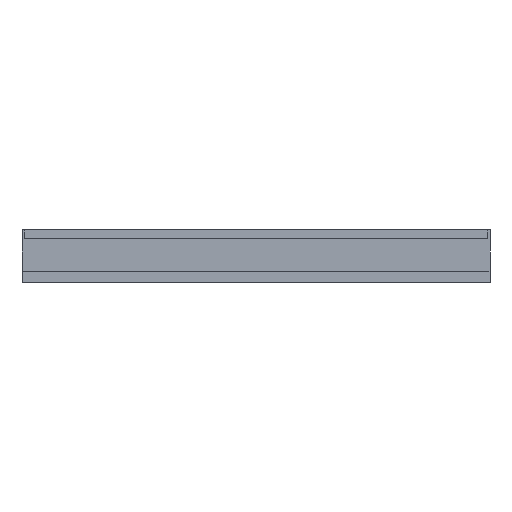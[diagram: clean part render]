
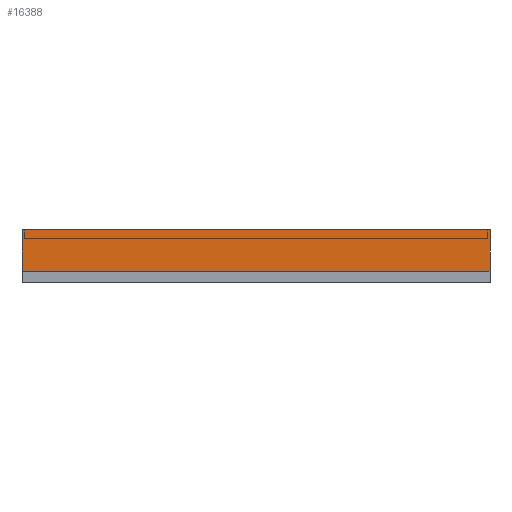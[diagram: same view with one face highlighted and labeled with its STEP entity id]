
A CAD part, left-side view. The second image highlights one B-rep face of the part: STEP entity #16388.
In plain terms, the highlighted planar face has unit normal (-1, 0, 0).
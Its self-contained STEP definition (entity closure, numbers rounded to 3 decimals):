
#4171 = PLANE('',#4172);
#4172 = AXIS2_PLACEMENT_3D('',#4173,#4174,#4175);
#4173 = CARTESIAN_POINT('',(8.05,-5.3,1.2));
#4174 = DIRECTION('',(0.,0.,1.));
#4175 = DIRECTION('',(1.,0.,-0.));
#7941 = VERTEX_POINT('',#7942);
#7942 = CARTESIAN_POINT('',(0.,0.,1.2));
#7958 = PLANE('',#7959);
#7959 = AXIS2_PLACEMENT_3D('',#7960,#7961,#7962);
#7960 = CARTESIAN_POINT('',(8.05,0.,1.2));
#7961 = DIRECTION('',(0.,1.,0.));
#7962 = DIRECTION('',(0.,-0.,1.));
#7970 = EDGE_CURVE('',#7941,#7971,#7973,.T.);
#7971 = VERTEX_POINT('',#7972);
#7972 = CARTESIAN_POINT('',(0.,-10.6,1.2));
#7973 = SURFACE_CURVE('',#7974,(#7978,#7985),.PCURVE_S1.);
#7974 = LINE('',#7975,#7976);
#7975 = CARTESIAN_POINT('',(0.,-5.3,1.2));
#7976 = VECTOR('',#7977,1.);
#7977 = DIRECTION('',(0.,-1.,0.));
#7978 = PCURVE('',#4171,#7979);
#7979 = DEFINITIONAL_REPRESENTATION('',(#7980),#7984);
#7980 = LINE('',#7981,#7982);
#7981 = CARTESIAN_POINT('',(-8.05,0.));
#7982 = VECTOR('',#7983,1.);
#7983 = DIRECTION('',(0.,-1.));
#7984 = ( GEOMETRIC_REPRESENTATION_CONTEXT(2) 
PARAMETRIC_REPRESENTATION_CONTEXT() REPRESENTATION_CONTEXT('2D SPACE',''
  ) );
#7985 = PCURVE('',#7986,#7991);
#7986 = PLANE('',#7987);
#7987 = AXIS2_PLACEMENT_3D('',#7988,#7989,#7990);
#7988 = CARTESIAN_POINT('',(0.,-5.3,1.2));
#7989 = DIRECTION('',(1.,0.,0.));
#7990 = DIRECTION('',(0.,1.,0.));
#7991 = DEFINITIONAL_REPRESENTATION('',(#7992),#7996);
#7992 = LINE('',#7993,#7994);
#7993 = CARTESIAN_POINT('',(0.,0.));
#7994 = VECTOR('',#7995,1.);
#7995 = DIRECTION('',(-1.,0.));
#7996 = ( GEOMETRIC_REPRESENTATION_CONTEXT(2) 
PARAMETRIC_REPRESENTATION_CONTEXT() REPRESENTATION_CONTEXT('2D SPACE',''
  ) );
#8014 = PLANE('',#8015);
#8015 = AXIS2_PLACEMENT_3D('',#8016,#8017,#8018);
#8016 = CARTESIAN_POINT('',(8.05,-10.6,1.2));
#8017 = DIRECTION('',(0.,1.,0.));
#8018 = DIRECTION('',(0.,-0.,1.));
#9984 = VERTEX_POINT('',#9985);
#9985 = CARTESIAN_POINT('',(0.,0.,0.25));
#10001 = PLANE('',#10002);
#10002 = AXIS2_PLACEMENT_3D('',#10003,#10004,#10005);
#10003 = CARTESIAN_POINT('',(8.05,-5.3,0.25));
#10004 = DIRECTION('',(0.,0.,1.));
#10005 = DIRECTION('',(1.,0.,-0.));
#10013 = EDGE_CURVE('',#7941,#9984,#10014,.T.);
#10014 = SURFACE_CURVE('',#10015,(#10019,#10026),.PCURVE_S1.);
#10015 = LINE('',#10016,#10017);
#10016 = CARTESIAN_POINT('',(0.,0.,1.2));
#10017 = VECTOR('',#10018,1.);
#10018 = DIRECTION('',(0.,0.,-1.));
#10019 = PCURVE('',#7958,#10020);
#10020 = DEFINITIONAL_REPRESENTATION('',(#10021),#10025);
#10021 = LINE('',#10022,#10023);
#10022 = CARTESIAN_POINT('',(0.,-8.05));
#10023 = VECTOR('',#10024,1.);
#10024 = DIRECTION('',(-1.,0.));
#10025 = ( GEOMETRIC_REPRESENTATION_CONTEXT(2) 
PARAMETRIC_REPRESENTATION_CONTEXT() REPRESENTATION_CONTEXT('2D SPACE',''
  ) );
#10026 = PCURVE('',#7986,#10027);
#10027 = DEFINITIONAL_REPRESENTATION('',(#10028),#10032);
#10028 = LINE('',#10029,#10030);
#10029 = CARTESIAN_POINT('',(5.3,0.));
#10030 = VECTOR('',#10031,1.);
#10031 = DIRECTION('',(0.,-1.));
#10032 = ( GEOMETRIC_REPRESENTATION_CONTEXT(2) 
PARAMETRIC_REPRESENTATION_CONTEXT() REPRESENTATION_CONTEXT('2D SPACE',''
  ) );
#16292 = VERTEX_POINT('',#16293);
#16293 = CARTESIAN_POINT('',(0.,-10.6,0.25));
#16314 = EDGE_CURVE('',#9984,#16292,#16315,.T.);
#16315 = SURFACE_CURVE('',#16316,(#16320,#16327),.PCURVE_S1.);
#16316 = LINE('',#16317,#16318);
#16317 = CARTESIAN_POINT('',(0.,-5.3,0.25));
#16318 = VECTOR('',#16319,1.);
#16319 = DIRECTION('',(0.,-1.,0.));
#16320 = PCURVE('',#10001,#16321);
#16321 = DEFINITIONAL_REPRESENTATION('',(#16322),#16326);
#16322 = LINE('',#16323,#16324);
#16323 = CARTESIAN_POINT('',(-8.05,0.));
#16324 = VECTOR('',#16325,1.);
#16325 = DIRECTION('',(0.,-1.));
#16326 = ( GEOMETRIC_REPRESENTATION_CONTEXT(2) 
PARAMETRIC_REPRESENTATION_CONTEXT() REPRESENTATION_CONTEXT('2D SPACE',''
  ) );
#16327 = PCURVE('',#7986,#16328);
#16328 = DEFINITIONAL_REPRESENTATION('',(#16329),#16333);
#16329 = LINE('',#16330,#16331);
#16330 = CARTESIAN_POINT('',(0.,-0.95));
#16331 = VECTOR('',#16332,1.);
#16332 = DIRECTION('',(-1.,0.));
#16333 = ( GEOMETRIC_REPRESENTATION_CONTEXT(2) 
PARAMETRIC_REPRESENTATION_CONTEXT() REPRESENTATION_CONTEXT('2D SPACE',''
  ) );
#16368 = EDGE_CURVE('',#7971,#16292,#16369,.T.);
#16369 = SURFACE_CURVE('',#16370,(#16374,#16381),.PCURVE_S1.);
#16370 = LINE('',#16371,#16372);
#16371 = CARTESIAN_POINT('',(0.,-10.6,1.2));
#16372 = VECTOR('',#16373,1.);
#16373 = DIRECTION('',(0.,0.,-1.));
#16374 = PCURVE('',#8014,#16375);
#16375 = DEFINITIONAL_REPRESENTATION('',(#16376),#16380);
#16376 = LINE('',#16377,#16378);
#16377 = CARTESIAN_POINT('',(0.,-8.05));
#16378 = VECTOR('',#16379,1.);
#16379 = DIRECTION('',(-1.,0.));
#16380 = ( GEOMETRIC_REPRESENTATION_CONTEXT(2) 
PARAMETRIC_REPRESENTATION_CONTEXT() REPRESENTATION_CONTEXT('2D SPACE',''
  ) );
#16381 = PCURVE('',#7986,#16382);
#16382 = DEFINITIONAL_REPRESENTATION('',(#16383),#16387);
#16383 = LINE('',#16384,#16385);
#16384 = CARTESIAN_POINT('',(-5.3,0.));
#16385 = VECTOR('',#16386,1.);
#16386 = DIRECTION('',(0.,-1.));
#16387 = ( GEOMETRIC_REPRESENTATION_CONTEXT(2) 
PARAMETRIC_REPRESENTATION_CONTEXT() REPRESENTATION_CONTEXT('2D SPACE',''
  ) );
#16388 = ADVANCED_FACE('',(#16389),#7986,.F.);
#16389 = FACE_BOUND('',#16390,.T.);
#16390 = EDGE_LOOP('',(#16391,#16392,#16393,#16394));
#16391 = ORIENTED_EDGE('',*,*,#16314,.T.);
#16392 = ORIENTED_EDGE('',*,*,#16368,.F.);
#16393 = ORIENTED_EDGE('',*,*,#7970,.F.);
#16394 = ORIENTED_EDGE('',*,*,#10013,.T.);
